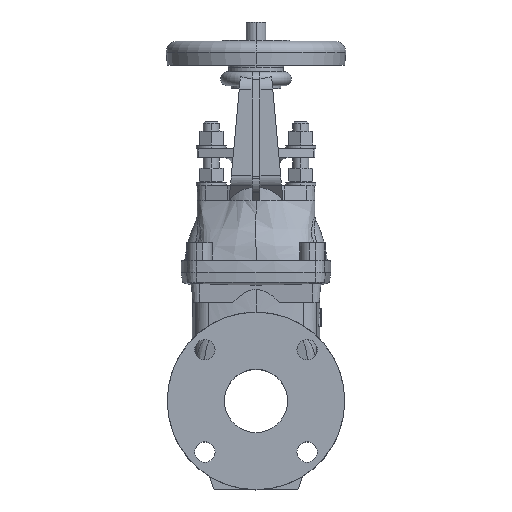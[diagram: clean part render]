
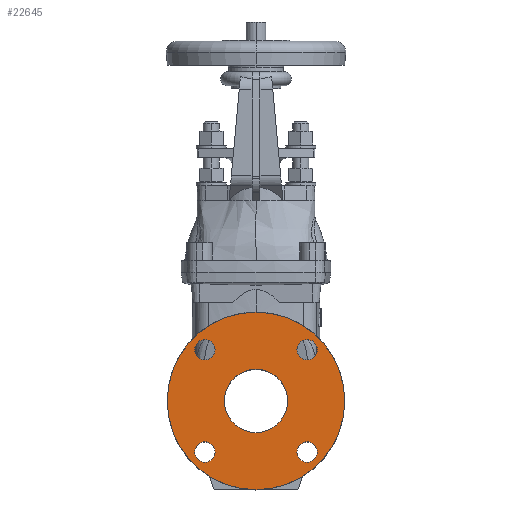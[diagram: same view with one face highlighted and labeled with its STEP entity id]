
A CAD part, top view. The second image highlights one B-rep face of the part: STEP entity #22645.
In plain terms, the highlighted planar face has unit normal (0, 0, 1).
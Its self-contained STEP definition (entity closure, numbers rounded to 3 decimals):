
#863 = AXIS2_PLACEMENT_3D ( 'NONE', #7227, #7228, #7229 ) ;
#6852 = CARTESIAN_POINT ( 'NONE',  ( 89., 0., 95. ) ) ;
#6878 = CARTESIAN_POINT ( 'NONE',  ( -89., 0., 95. ) ) ;
#7227 = CARTESIAN_POINT ( 'NONE',  ( 0., 0., 95. ) ) ;
#7228 = DIRECTION ( 'NONE',  ( 0., 0., 1. ) ) ;
#7229 = DIRECTION ( 'NONE',  ( 1., 0., 0. ) ) ;
#7495 = CIRCLE ( 'NONE', #863, 89. ) ;
#7781 = CIRCLE ( 'NONE', #9585, 10.25 ) ;
#7786 = CIRCLE ( 'NONE', #9591, 31.75 ) ;
#7812 = CIRCLE ( 'NONE', #9598, 10.25 ) ;
#7815 = CIRCLE ( 'NONE', #9599, 10.25 ) ;
#7833 = CIRCLE ( 'NONE', #9604, 10.25 ) ;
#7944 = FACE_BOUND ( 'NONE', #24714, .T. ) ;
#7947 = FACE_BOUND ( 'NONE', #24718, .T. ) ;
#7949 = FACE_OUTER_BOUND ( 'NONE', #24710, .T. ) ;
#7950 = FACE_BOUND ( 'NONE', #24713, .T. ) ;
#7951 = FACE_BOUND ( 'NONE', #24715, .T. ) ;
#7953 = FACE_BOUND ( 'NONE', #24712, .T. ) ;
#9585 = AXIS2_PLACEMENT_3D ( 'NONE', #9981, #9982, #9983 ) ;
#9591 = AXIS2_PLACEMENT_3D ( 'NONE', #10003, #10004, #10005 ) ;
#9598 = AXIS2_PLACEMENT_3D ( 'NONE', #10062, #10063, #10064 ) ;
#9599 = AXIS2_PLACEMENT_3D ( 'NONE', #10067, #10068, #10069 ) ;
#9604 = AXIS2_PLACEMENT_3D ( 'NONE', #10098, #10099, #10100 ) ;
#9644 = AXIS2_PLACEMENT_3D ( 'NONE', #10650, #10646, #10652 ) ;
#9981 = CARTESIAN_POINT ( 'NONE',  ( -51.265, -51.265, 95. ) ) ;
#9982 = DIRECTION ( 'NONE',  ( 0., 0., 1. ) ) ;
#9983 = DIRECTION ( 'NONE',  ( -1., 0., 0. ) ) ;
#10003 = CARTESIAN_POINT ( 'NONE',  ( 0., 0., 95. ) ) ;
#10004 = DIRECTION ( 'NONE',  ( 0., 0., -1. ) ) ;
#10005 = DIRECTION ( 'NONE',  ( -1., 0., 0. ) ) ;
#10062 = CARTESIAN_POINT ( 'NONE',  ( -51.265, 51.265, 95. ) ) ;
#10063 = DIRECTION ( 'NONE',  ( 0., 0., 1. ) ) ;
#10064 = DIRECTION ( 'NONE',  ( -1., 0., 0. ) ) ;
#10067 = CARTESIAN_POINT ( 'NONE',  ( 51.265, -51.265, 95. ) ) ;
#10068 = DIRECTION ( 'NONE',  ( 0., 0., -1. ) ) ;
#10069 = DIRECTION ( 'NONE',  ( 1., 0., 0. ) ) ;
#10098 = CARTESIAN_POINT ( 'NONE',  ( 51.265, 51.265, 95. ) ) ;
#10099 = DIRECTION ( 'NONE',  ( 0., 0., -1. ) ) ;
#10100 = DIRECTION ( 'NONE',  ( 1., 0., 0. ) ) ;
#10529 = CARTESIAN_POINT ( 'NONE',  ( 61.515, 51.265, 95. ) ) ;
#10533 = CARTESIAN_POINT ( 'NONE',  ( -61.515, -51.265, 95. ) ) ;
#10537 = CARTESIAN_POINT ( 'NONE',  ( 41.015, -51.265, 95. ) ) ;
#10538 = CARTESIAN_POINT ( 'NONE',  ( 61.515, -51.265, 95. ) ) ;
#10539 = CARTESIAN_POINT ( 'NONE',  ( 41.015, 51.265, 95. ) ) ;
#10542 = CARTESIAN_POINT ( 'NONE',  ( -41.015, -51.265, 95. ) ) ;
#10544 = CARTESIAN_POINT ( 'NONE',  ( -61.515, 51.265, 95. ) ) ;
#10546 = CARTESIAN_POINT ( 'NONE',  ( -41.015, 51.265, 95. ) ) ;
#10550 = CARTESIAN_POINT ( 'NONE',  ( 31.75, 0., 95. ) ) ;
#10553 = CARTESIAN_POINT ( 'NONE',  ( -31.75, 0., 95. ) ) ;
#10646 = DIRECTION ( 'NONE',  ( 0., 0., 1. ) ) ;
#10648 = PLANE ( 'NONE',  #9644 ) ;
#10650 = CARTESIAN_POINT ( 'NONE',  ( 0., 89., 95. ) ) ;
#10652 = DIRECTION ( 'NONE',  ( -1., 0., 0. ) ) ;
#18206 = EDGE_CURVE ( 'NONE', #20276, #20302, #24830, .T. ) ;
#18209 = EDGE_CURVE ( 'NONE', #21959, #21956, #24834, .T. ) ;
#18210 = EDGE_CURVE ( 'NONE', #21943, #21944, #24833, .T. ) ;
#18211 = EDGE_CURVE ( 'NONE', #21945, #21932, #24835, .T. ) ;
#18212 = EDGE_CURVE ( 'NONE', #21938, #21948, #24836, .T. ) ;
#18213 = EDGE_CURVE ( 'NONE', #21950, #21952, #24838, .T. ) ;
#20143 = ORIENTED_EDGE ( 'NONE', *, *, #18209, .T. ) ;
#20144 = ORIENTED_EDGE ( 'NONE', *, *, #21335, .T. ) ;
#20145 = ORIENTED_EDGE ( 'NONE', *, *, #21355, .T. ) ;
#20146 = ORIENTED_EDGE ( 'NONE', *, *, #18210, .T. ) ;
#20147 = ORIENTED_EDGE ( 'NONE', *, *, #21368, .T. ) ;
#20148 = ORIENTED_EDGE ( 'NONE', *, *, #18211, .T. ) ;
#20149 = ORIENTED_EDGE ( 'NONE', *, *, #18212, .F. ) ;
#20150 = ORIENTED_EDGE ( 'NONE', *, *, #21328, .F. ) ;
#20151 = ORIENTED_EDGE ( 'NONE', *, *, #18213, .F. ) ;
#20152 = ORIENTED_EDGE ( 'NONE', *, *, #21354, .F. ) ;
#20153 = ORIENTED_EDGE ( 'NONE', *, *, #18206, .T. ) ;
#20154 = ORIENTED_EDGE ( 'NONE', *, *, #21027, .T. ) ;
#20276 = VERTEX_POINT ( 'NONE', #6852 ) ;
#20302 = VERTEX_POINT ( 'NONE', #6878 ) ;
#21027 = EDGE_CURVE ( 'NONE', #20302, #20276, #7495, .T. ) ;
#21328 = EDGE_CURVE ( 'NONE', #21948, #21938, #7781, .T. ) ;
#21335 = EDGE_CURVE ( 'NONE', #21956, #21959, #7786, .T. ) ;
#21354 = EDGE_CURVE ( 'NONE', #21952, #21950, #7812, .T. ) ;
#21355 = EDGE_CURVE ( 'NONE', #21944, #21943, #7815, .T. ) ;
#21368 = EDGE_CURVE ( 'NONE', #21932, #21945, #7833, .T. ) ;
#21932 = VERTEX_POINT ( 'NONE', #10529 ) ;
#21938 = VERTEX_POINT ( 'NONE', #10533 ) ;
#21943 = VERTEX_POINT ( 'NONE', #10537 ) ;
#21944 = VERTEX_POINT ( 'NONE', #10538 ) ;
#21945 = VERTEX_POINT ( 'NONE', #10539 ) ;
#21948 = VERTEX_POINT ( 'NONE', #10542 ) ;
#21950 = VERTEX_POINT ( 'NONE', #10544 ) ;
#21952 = VERTEX_POINT ( 'NONE', #10546 ) ;
#21956 = VERTEX_POINT ( 'NONE', #10550 ) ;
#21959 = VERTEX_POINT ( 'NONE', #10553 ) ;
#22645 = ADVANCED_FACE ( 'NONE', ( #7947, #7951, #7944, #7950, #7953, #7949 ), #10648, .T. ) ;
#23882 = AXIS2_PLACEMENT_3D ( 'NONE', #25350, #25351, #25352 ) ;
#23885 = AXIS2_PLACEMENT_3D ( 'NONE', #25359, #25360, #25361 ) ;
#23886 = AXIS2_PLACEMENT_3D ( 'NONE', #25362, #25363, #25364 ) ;
#23887 = AXIS2_PLACEMENT_3D ( 'NONE', #25365, #25366, #25367 ) ;
#23888 = AXIS2_PLACEMENT_3D ( 'NONE', #25370, #25371, #25372 ) ;
#23889 = AXIS2_PLACEMENT_3D ( 'NONE', #25375, #25376, #25377 ) ;
#24710 = EDGE_LOOP ( 'NONE', ( #20153, #20154 ) ) ;
#24712 = EDGE_LOOP ( 'NONE', ( #20151, #20152 ) ) ;
#24713 = EDGE_LOOP ( 'NONE', ( #20149, #20150 ) ) ;
#24714 = EDGE_LOOP ( 'NONE', ( #20147, #20148 ) ) ;
#24715 = EDGE_LOOP ( 'NONE', ( #20145, #20146 ) ) ;
#24718 = EDGE_LOOP ( 'NONE', ( #20143, #20144 ) ) ;
#24830 = CIRCLE ( 'NONE', #23882, 89. ) ;
#24833 = CIRCLE ( 'NONE', #23886, 10.25 ) ;
#24834 = CIRCLE ( 'NONE', #23885, 31.75 ) ;
#24835 = CIRCLE ( 'NONE', #23887, 10.25 ) ;
#24836 = CIRCLE ( 'NONE', #23888, 10.25 ) ;
#24838 = CIRCLE ( 'NONE', #23889, 10.25 ) ;
#25350 = CARTESIAN_POINT ( 'NONE',  ( 0., 0., 95. ) ) ;
#25351 = DIRECTION ( 'NONE',  ( 0., 0., 1. ) ) ;
#25352 = DIRECTION ( 'NONE',  ( 1., 0., 0. ) ) ;
#25359 = CARTESIAN_POINT ( 'NONE',  ( 0., 0., 95. ) ) ;
#25360 = DIRECTION ( 'NONE',  ( 0., 0., -1. ) ) ;
#25361 = DIRECTION ( 'NONE',  ( -1., 0., 0. ) ) ;
#25362 = CARTESIAN_POINT ( 'NONE',  ( 51.265, -51.265, 95. ) ) ;
#25363 = DIRECTION ( 'NONE',  ( 0., 0., -1. ) ) ;
#25364 = DIRECTION ( 'NONE',  ( 1., 0., 0. ) ) ;
#25365 = CARTESIAN_POINT ( 'NONE',  ( 51.265, 51.265, 95. ) ) ;
#25366 = DIRECTION ( 'NONE',  ( 0., 0., -1. ) ) ;
#25367 = DIRECTION ( 'NONE',  ( 1., 0., 0. ) ) ;
#25370 = CARTESIAN_POINT ( 'NONE',  ( -51.265, -51.265, 95. ) ) ;
#25371 = DIRECTION ( 'NONE',  ( 0., 0., 1. ) ) ;
#25372 = DIRECTION ( 'NONE',  ( -1., 0., 0. ) ) ;
#25375 = CARTESIAN_POINT ( 'NONE',  ( -51.265, 51.265, 95. ) ) ;
#25376 = DIRECTION ( 'NONE',  ( 0., 0., 1. ) ) ;
#25377 = DIRECTION ( 'NONE',  ( -1., 0., 0. ) ) ;
